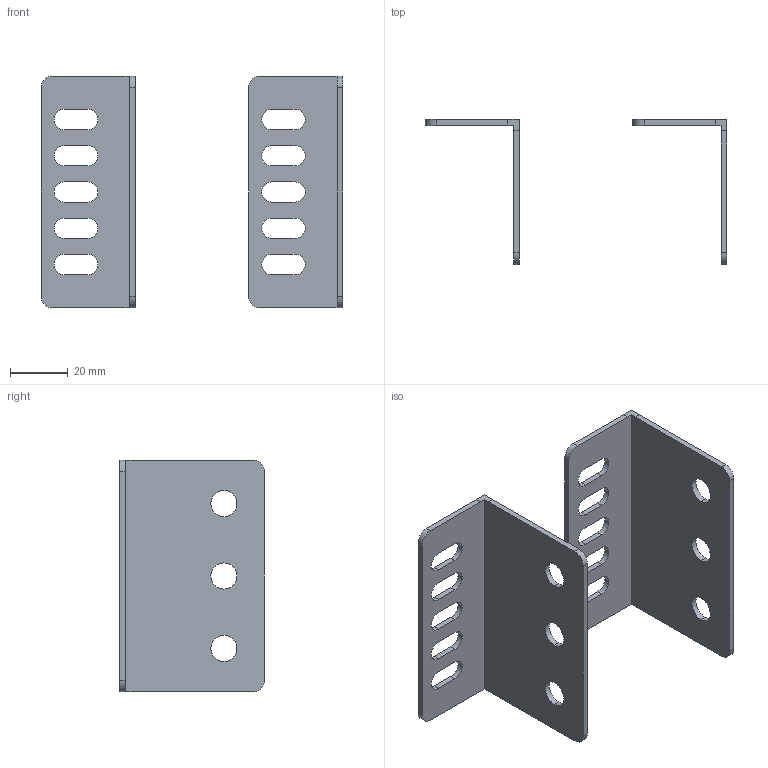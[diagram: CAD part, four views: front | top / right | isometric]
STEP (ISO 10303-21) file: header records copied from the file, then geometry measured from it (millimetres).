
FILE_DESCRIPTION (( 'STEP AP203' ), '1' );
FILE_NAME ('FO-00-BCU FORMAT Êðîíøòåéí ïðèñîåäèíèòåëüíîãî óçëà (2øò_óïàê) IEK.STEP', '2024-07-09T10:42:26', ( '' ), ( '' ), 'SwSTEP 2.0', 'SolidWorks 2022', '' );
FILE_SCHEMA (( 'CONFIG_CONTROL_DESIGN' ));
Length unit declared in the file: millimetre
Products named in the file (1): FO-00-BCU FORMAT Кронштейн присоединительного узла (2шт_упак) IEK
Bounding box: 104.06 x 50 x 80 mm (x, y, z)
Volume: 23052 mm3; surface area: 25407.6 mm2
Topology: 2 solids, 2 shells, 94 faces, 270 edges, 180 vertices
Faces by surface type: cylinder 50, plane 44
Entity records: 3253 total; most frequent: DIRECTION 560, CARTESIAN_POINT 545, ORIENTED_EDGE 540, EDGE_CURVE 270, AXIS2_PLACEMENT_3D 195, VERTEX_POINT 180, LINE 170, VECTOR 170
